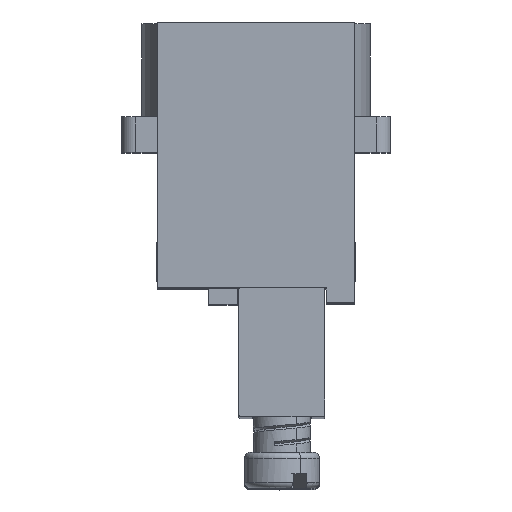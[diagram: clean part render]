
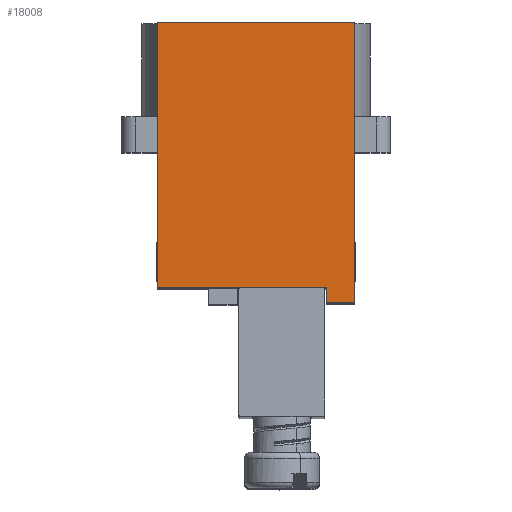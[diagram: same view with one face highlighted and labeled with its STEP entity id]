
A CAD part, top view. The second image highlights one B-rep face of the part: STEP entity #18008.
In plain terms, the highlighted face is planar.
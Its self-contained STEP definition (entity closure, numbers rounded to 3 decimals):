
#212 = DIRECTION ( 'NONE',  ( 1., 0., 0. ) ) ;
#1123 = FACE_OUTER_BOUND ( 'NONE', #8155, .T. ) ;
#1347 = LINE ( 'NONE', #7721, #14693 ) ;
#1370 = CARTESIAN_POINT ( 'NONE',  ( -34.5, 19.6, -4.9 ) ) ;
#1536 = VERTEX_POINT ( 'NONE', #4624 ) ;
#1610 = CARTESIAN_POINT ( 'NONE',  ( -34.5, 0., -6.9 ) ) ;
#1625 = VERTEX_POINT ( 'NONE', #9820 ) ;
#1673 = VECTOR ( 'NONE', #5710, 1000. ) ;
#2002 = VERTEX_POINT ( 'NONE', #1610 ) ;
#2253 = LINE ( 'NONE', #12526, #17048 ) ;
#2344 = LINE ( 'NONE', #3550, #13863 ) ;
#2639 = LINE ( 'NONE', #8735, #12613 ) ;
#2914 = DIRECTION ( 'NONE',  ( 0., 0., -1. ) ) ;
#3096 = VECTOR ( 'NONE', #7137, 1000. ) ;
#3550 = CARTESIAN_POINT ( 'NONE',  ( -34.5, 0., 6.9 ) ) ;
#3815 = ORIENTED_EDGE ( 'NONE', *, *, #5835, .T. ) ;
#3819 = EDGE_CURVE ( 'NONE', #1625, #8897, #2344, .T. ) ;
#3893 = ORIENTED_EDGE ( 'NONE', *, *, #3819, .F. ) ;
#3983 = AXIS2_PLACEMENT_3D ( 'NONE', #16764, #212, #2914 ) ;
#4357 = CARTESIAN_POINT ( 'NONE',  ( -34.5, 0., 6.9 ) ) ;
#4624 = CARTESIAN_POINT ( 'NONE',  ( -34.5, 18.6, -4.9 ) ) ;
#5710 = DIRECTION ( 'NONE',  ( 0., 0., 1. ) ) ;
#5748 = DIRECTION ( 'NONE',  ( 0., 0., -1. ) ) ;
#5835 = EDGE_CURVE ( 'NONE', #8559, #2002, #11635, .T. ) ;
#5945 = DIRECTION ( 'NONE',  ( 0., 0., -1. ) ) ;
#6581 = CARTESIAN_POINT ( 'NONE',  ( -34.5, 19.6, -6.9 ) ) ;
#7137 = DIRECTION ( 'NONE',  ( 0., -1., 0. ) ) ;
#7278 = ORIENTED_EDGE ( 'NONE', *, *, #10869, .T. ) ;
#7721 = CARTESIAN_POINT ( 'NONE',  ( -34.5, 18.6, 6.9 ) ) ;
#8155 = EDGE_LOOP ( 'NONE', ( #3815, #8528, #3893, #7278, #18721, #15252 ) ) ;
#8449 = EDGE_CURVE ( 'NONE', #8559, #10399, #10005, .T. ) ;
#8528 = ORIENTED_EDGE ( 'NONE', *, *, #15487, .F. ) ;
#8559 = VERTEX_POINT ( 'NONE', #6581 ) ;
#8735 = CARTESIAN_POINT ( 'NONE',  ( -34.5, 0., 6.9 ) ) ;
#8897 = VERTEX_POINT ( 'NONE', #4357 ) ;
#9820 = CARTESIAN_POINT ( 'NONE',  ( -34.5, 18.6, 6.9 ) ) ;
#10005 = LINE ( 'NONE', #12154, #1673 ) ;
#10399 = VERTEX_POINT ( 'NONE', #1370 ) ;
#10869 = EDGE_CURVE ( 'NONE', #1625, #1536, #1347, .T. ) ;
#11635 = LINE ( 'NONE', #14699, #3096 ) ;
#12154 = CARTESIAN_POINT ( 'NONE',  ( -34.5, 19.6, -6.9 ) ) ;
#12526 = CARTESIAN_POINT ( 'NONE',  ( -34.5, 19.6, -4.9 ) ) ;
#12613 = VECTOR ( 'NONE', #5748, 1000. ) ;
#13285 = PLANE ( 'NONE',  #3983 ) ;
#13863 = VECTOR ( 'NONE', #14508, 1000. ) ;
#14222 = DIRECTION ( 'NONE',  ( 0., -1., 0. ) ) ;
#14508 = DIRECTION ( 'NONE',  ( 0., -1., 0. ) ) ;
#14693 = VECTOR ( 'NONE', #5945, 1000. ) ;
#14699 = CARTESIAN_POINT ( 'NONE',  ( -34.5, 0., -6.9 ) ) ;
#15252 = ORIENTED_EDGE ( 'NONE', *, *, #8449, .F. ) ;
#15487 = EDGE_CURVE ( 'NONE', #8897, #2002, #2639, .T. ) ;
#16764 = CARTESIAN_POINT ( 'NONE',  ( -34.5, 0., 6.9 ) ) ;
#17048 = VECTOR ( 'NONE', #14222, 1000. ) ;
#18008 = ADVANCED_FACE ( 'NONE', ( #1123 ), #13285, .F. ) ;
#18568 = EDGE_CURVE ( 'NONE', #10399, #1536, #2253, .T. ) ;
#18721 = ORIENTED_EDGE ( 'NONE', *, *, #18568, .F. ) ;
